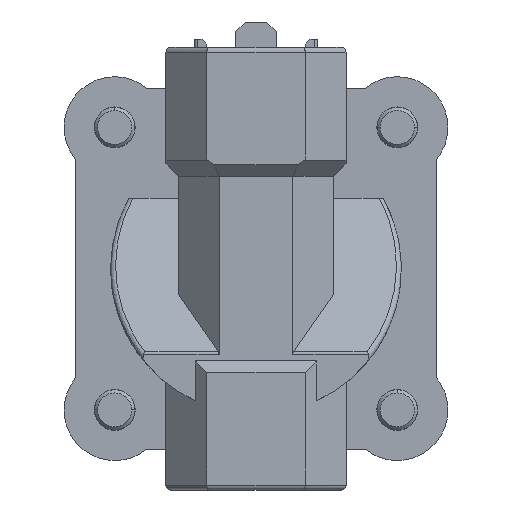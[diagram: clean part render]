
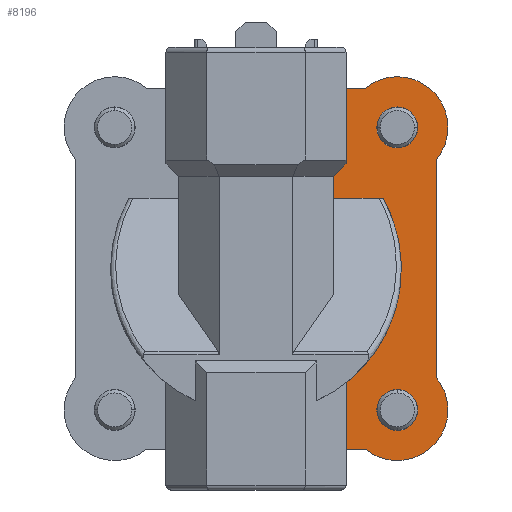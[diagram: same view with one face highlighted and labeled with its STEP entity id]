
A CAD part, front view. The second image highlights one B-rep face of the part: STEP entity #8196.
In plain terms, the highlighted planar face has unit normal (0, -1, 0).
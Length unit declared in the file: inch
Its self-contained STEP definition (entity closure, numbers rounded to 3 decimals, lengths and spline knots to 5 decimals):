
#196 = CIRCLE ( 'NONE', #11910, 0.89 ) ;
#261 = LINE ( 'NONE', #12235, #1493 ) ;
#503 = FACE_BOUND ( 'NONE', #5986, .T. ) ;
#565 = CARTESIAN_POINT ( 'NONE',  ( 1.105, 0.31, 1.105 ) ) ;
#633 = EDGE_LOOP ( 'NONE', ( #1846, #9554 ) ) ;
#812 = ORIENTED_EDGE ( 'NONE', *, *, #946, .T. ) ;
#946 = EDGE_CURVE ( 'NONE', #6357, #10931, #11490, .T. ) ;
#955 = VERTEX_POINT ( 'NONE', #1542 ) ;
#1010 = CARTESIAN_POINT ( 'NONE',  ( 0.99, 0.31, -0.865 ) ) ;
#1015 = ORIENTED_EDGE ( 'NONE', *, *, #4901, .T. ) ;
#1095 = DIRECTION ( 'NONE',  ( 0., 1., 0. ) ) ;
#1139 = ORIENTED_EDGE ( 'NONE', *, *, #5127, .F. ) ;
#1254 = DIRECTION ( 'NONE',  ( 0., 0., -1. ) ) ;
#1298 = DIRECTION ( 'NONE',  ( 1., 0., 0. ) ) ;
#1493 = VECTOR ( 'NONE', #6613, 39.37008 ) ;
#1542 = CARTESIAN_POINT ( 'NONE',  ( 0.99, 0.31, 0.865 ) ) ;
#1680 = EDGE_CURVE ( 'NONE', #8783, #10044, #10841, .T. ) ;
#1846 = ORIENTED_EDGE ( 'NONE', *, *, #11927, .T. ) ;
#2230 = ORIENTED_EDGE ( 'NONE', *, *, #9557, .T. ) ;
#2251 = CARTESIAN_POINT ( 'NONE',  ( 0.865, 0.31, -0.865 ) ) ;
#2263 = AXIS2_PLACEMENT_3D ( 'NONE', #2613, #10597, #4448 ) ;
#2455 = ORIENTED_EDGE ( 'NONE', *, *, #8235, .F. ) ;
#2523 = DIRECTION ( 'NONE',  ( 0., 0., -1. ) ) ;
#2613 = CARTESIAN_POINT ( 'NONE',  ( 0.865, 0.31, -0.865 ) ) ;
#2948 = CIRCLE ( 'NONE', #6302, 0.125 ) ;
#3025 = EDGE_CURVE ( 'NONE', #8058, #10798, #8497, .T. ) ;
#3034 = CARTESIAN_POINT ( 'NONE',  ( 0.475, 0.31, 0.665 ) ) ;
#3112 = DIRECTION ( 'NONE',  ( -1., 0., 0. ) ) ;
#3394 = DIRECTION ( 'NONE',  ( -1., 0., 0. ) ) ;
#3499 = EDGE_CURVE ( 'NONE', #7627, #3802, #6426, .T. ) ;
#3666 = CARTESIAN_POINT ( 'NONE',  ( 0.551, 0.31, -1.105 ) ) ;
#3802 = VERTEX_POINT ( 'NONE', #7941 ) ;
#4037 = CARTESIAN_POINT ( 'NONE',  ( 1.105, 0.31, 0.66879 ) ) ;
#4193 = CIRCLE ( 'NONE', #7568, 0.125 ) ;
#4448 = DIRECTION ( 'NONE',  ( -1., 0., 0. ) ) ;
#4458 = CARTESIAN_POINT ( 'NONE',  ( 0.66879, 0.31, 1.105 ) ) ;
#4536 = CARTESIAN_POINT ( 'NONE',  ( 0.475, 0.31, 0.565 ) ) ;
#4846 = LINE ( 'NONE', #6831, #12684 ) ;
#4901 = EDGE_CURVE ( 'NONE', #9110, #955, #2948, .T. ) ;
#4997 = VERTEX_POINT ( 'NONE', #11689 ) ;
#5127 = EDGE_CURVE ( 'NONE', #8058, #10674, #261, .T. ) ;
#5135 = ORIENTED_EDGE ( 'NONE', *, *, #8260, .F. ) ;
#5175 = ORIENTED_EDGE ( 'NONE', *, *, #3025, .T. ) ;
#5248 = EDGE_CURVE ( 'NONE', #8247, #10931, #9559, .T. ) ;
#5351 = DIRECTION ( 'NONE',  ( 0., 1., 0. ) ) ;
#5394 = DIRECTION ( 'NONE',  ( -1., 0., 0. ) ) ;
#5593 = ORIENTED_EDGE ( 'NONE', *, *, #5753, .T. ) ;
#5615 = DIRECTION ( 'NONE',  ( 0., -1., 0. ) ) ;
#5753 = EDGE_CURVE ( 'NONE', #3802, #10556, #6370, .T. ) ;
#5769 = ORIENTED_EDGE ( 'NONE', *, *, #3499, .T. ) ;
#5986 = EDGE_LOOP ( 'NONE', ( #1015, #2230 ) ) ;
#6111 = CARTESIAN_POINT ( 'NONE',  ( 0.551, 0.31, -0.69893 ) ) ;
#6148 = AXIS2_PLACEMENT_3D ( 'NONE', #2251, #7382, #5394 ) ;
#6158 = AXIS2_PLACEMENT_3D ( 'NONE', #9676, #5615, #7664 ) ;
#6231 = CARTESIAN_POINT ( 'NONE',  ( 0.551, 0.31, 1.355 ) ) ;
#6302 = AXIS2_PLACEMENT_3D ( 'NONE', #8112, #12075, #3112 ) ;
#6304 = VECTOR ( 'NONE', #2523, 39.37008 ) ;
#6337 = FACE_OUTER_BOUND ( 'NONE', #12650, .T. ) ;
#6357 = VERTEX_POINT ( 'NONE', #6111 ) ;
#6370 = LINE ( 'NONE', #12186, #11821 ) ;
#6426 = LINE ( 'NONE', #6231, #8823 ) ;
#6613 = DIRECTION ( 'NONE',  ( 0., 0., -1. ) ) ;
#6741 = LINE ( 'NONE', #565, #11716 ) ;
#6777 = CARTESIAN_POINT ( 'NONE',  ( 1.105, 0.31, -0.66879 ) ) ;
#6792 = DIRECTION ( 'NONE',  ( -1., 0., 0. ) ) ;
#6804 = CARTESIAN_POINT ( 'NONE',  ( 0.66879, 0.31, -1.105 ) ) ;
#6815 = VERTEX_POINT ( 'NONE', #8921 ) ;
#6831 = CARTESIAN_POINT ( 'NONE',  ( 0., 0.31, 0.43 ) ) ;
#6956 = ORIENTED_EDGE ( 'NONE', *, *, #5248, .F. ) ;
#7041 = DIRECTION ( 'NONE',  ( 0., 0., 1. ) ) ;
#7382 = DIRECTION ( 'NONE',  ( 0., 1., 0. ) ) ;
#7568 = AXIS2_PLACEMENT_3D ( 'NONE', #11037, #1095, #8115 ) ;
#7627 = VERTEX_POINT ( 'NONE', #7886 ) ;
#7664 = DIRECTION ( 'NONE',  ( -1., 0., 0. ) ) ;
#7692 = EDGE_CURVE ( 'NONE', #4997, #6815, #4846, .T. ) ;
#7718 = CARTESIAN_POINT ( 'NONE',  ( 0.865, 0.31, 0.865 ) ) ;
#7807 = CARTESIAN_POINT ( 'NONE',  ( 1.105, 0.31, -1.105 ) ) ;
#7886 = CARTESIAN_POINT ( 'NONE',  ( 0.551, 0.31, 1.105 ) ) ;
#7936 = CARTESIAN_POINT ( 'NONE',  ( 0.74, 0.31, 0.865 ) ) ;
#7941 = CARTESIAN_POINT ( 'NONE',  ( 0.551, 0.31, 0.641 ) ) ;
#8029 = LINE ( 'NONE', #3034, #12752 ) ;
#8058 = VERTEX_POINT ( 'NONE', #4037 ) ;
#8112 = CARTESIAN_POINT ( 'NONE',  ( 0.865, 0.31, 0.865 ) ) ;
#8115 = DIRECTION ( 'NONE',  ( -1., 0., 0. ) ) ;
#8120 = CARTESIAN_POINT ( 'NONE',  ( 0.74, 0.31, -0.865 ) ) ;
#8196 = ADVANCED_FACE ( 'NONE', ( #12354, #503, #6337 ), #10455, .F. ) ;
#8235 = EDGE_CURVE ( 'NONE', #6357, #6815, #196, .T. ) ;
#8247 = VERTEX_POINT ( 'NONE', #6804 ) ;
#8260 = EDGE_CURVE ( 'NONE', #7627, #10798, #6741, .T. ) ;
#8497 = CIRCLE ( 'NONE', #9535, 0.31 ) ;
#8505 = CARTESIAN_POINT ( 'NONE',  ( 0., 0.31, 0. ) ) ;
#8605 = VECTOR ( 'NONE', #11783, 39.37008 ) ;
#8666 = DIRECTION ( 'NONE',  ( 1., 0., 0. ) ) ;
#8783 = VERTEX_POINT ( 'NONE', #1010 ) ;
#8797 = EDGE_CURVE ( 'NONE', #4997, #10556, #8029, .T. ) ;
#8823 = VECTOR ( 'NONE', #1254, 39.37008 ) ;
#8921 = CARTESIAN_POINT ( 'NONE',  ( 0.77923, 0.31, 0.43 ) ) ;
#9110 = VERTEX_POINT ( 'NONE', #7936 ) ;
#9418 = AXIS2_PLACEMENT_3D ( 'NONE', #10328, #5351, #3394 ) ;
#9535 = AXIS2_PLACEMENT_3D ( 'NONE', #7718, #10703, #6792 ) ;
#9554 = ORIENTED_EDGE ( 'NONE', *, *, #1680, .T. ) ;
#9557 = EDGE_CURVE ( 'NONE', #955, #9110, #4193, .T. ) ;
#9559 = LINE ( 'NONE', #7807, #8605 ) ;
#9676 = CARTESIAN_POINT ( 'NONE',  ( 0.865, 0.31, -0.865 ) ) ;
#10044 = VERTEX_POINT ( 'NONE', #8120 ) ;
#10328 = CARTESIAN_POINT ( 'NONE',  ( 0., 0.31, 0. ) ) ;
#10426 = DIRECTION ( 'NONE',  ( -0.707, 0., -0.707 ) ) ;
#10455 = PLANE ( 'NONE',  #9418 ) ;
#10556 = VERTEX_POINT ( 'NONE', #4536 ) ;
#10597 = DIRECTION ( 'NONE',  ( 0., 1., 0. ) ) ;
#10642 = DIRECTION ( 'NONE',  ( 1., 0., 0. ) ) ;
#10674 = VERTEX_POINT ( 'NONE', #6777 ) ;
#10703 = DIRECTION ( 'NONE',  ( 0., -1., 0. ) ) ;
#10798 = VERTEX_POINT ( 'NONE', #4458 ) ;
#10841 = CIRCLE ( 'NONE', #2263, 0.125 ) ;
#10931 = VERTEX_POINT ( 'NONE', #3666 ) ;
#11037 = CARTESIAN_POINT ( 'NONE',  ( 0.865, 0.31, 0.865 ) ) ;
#11215 = ORIENTED_EDGE ( 'NONE', *, *, #12847, .T. ) ;
#11230 = CARTESIAN_POINT ( 'NONE',  ( 0.551, 0.31, 1.355 ) ) ;
#11490 = LINE ( 'NONE', #11230, #6304 ) ;
#11689 = CARTESIAN_POINT ( 'NONE',  ( 0.475, 0.31, 0.43 ) ) ;
#11716 = VECTOR ( 'NONE', #10642, 39.37008 ) ;
#11783 = DIRECTION ( 'NONE',  ( -1., 0., 0. ) ) ;
#11805 = CIRCLE ( 'NONE', #6158, 0.31 ) ;
#11821 = VECTOR ( 'NONE', #10426, 39.37008 ) ;
#11910 = AXIS2_PLACEMENT_3D ( 'NONE', #8505, #12477, #1298 ) ;
#11927 = EDGE_CURVE ( 'NONE', #10044, #8783, #12410, .T. ) ;
#12048 = ORIENTED_EDGE ( 'NONE', *, *, #7692, .T. ) ;
#12075 = DIRECTION ( 'NONE',  ( 0., 1., 0. ) ) ;
#12186 = CARTESIAN_POINT ( 'NONE',  ( 0.475, 0.31, 0.565 ) ) ;
#12235 = CARTESIAN_POINT ( 'NONE',  ( 1.105, 0.31, 1.105 ) ) ;
#12354 = FACE_BOUND ( 'NONE', #633, .T. ) ;
#12410 = CIRCLE ( 'NONE', #6148, 0.125 ) ;
#12477 = DIRECTION ( 'NONE',  ( 0., -1., 0. ) ) ;
#12650 = EDGE_LOOP ( 'NONE', ( #5175, #5135, #5769, #5593, #12678, #12048, #2455, #812, #6956, #11215, #1139 ) ) ;
#12678 = ORIENTED_EDGE ( 'NONE', *, *, #8797, .F. ) ;
#12684 = VECTOR ( 'NONE', #8666, 39.37008 ) ;
#12752 = VECTOR ( 'NONE', #7041, 39.37008 ) ;
#12847 = EDGE_CURVE ( 'NONE', #8247, #10674, #11805, .T. ) ;
